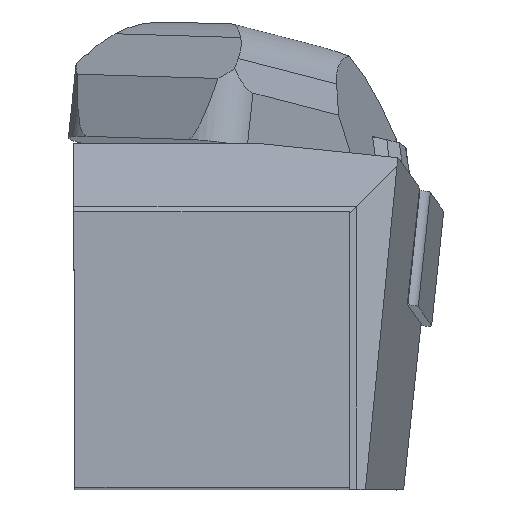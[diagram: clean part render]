
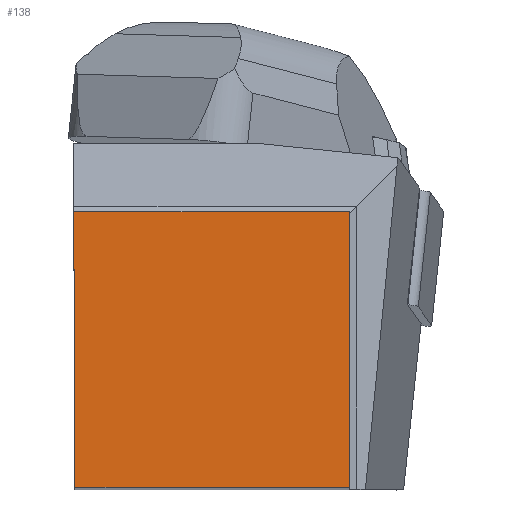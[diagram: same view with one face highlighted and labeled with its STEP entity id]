
A CAD part, top view. The second image highlights one B-rep face of the part: STEP entity #138.
In plain terms, the highlighted planar face has unit normal (0, 0, 1).
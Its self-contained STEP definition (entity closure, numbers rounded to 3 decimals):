
#138=ADVANCED_FACE('BLANK_BOXF006',(#248),#196,.F.);
#196=PLANE('',#1355);
#248=FACE_OUTER_BOUND('',#310,.T.);
#310=EDGE_LOOP('',(#459,#460,#461,#462));
#459=ORIENTED_EDGE('',*,*,#883,.T.);
#460=ORIENTED_EDGE('',*,*,#884,.T.);
#461=ORIENTED_EDGE('',*,*,#871,.T.);
#462=ORIENTED_EDGE('',*,*,#880,.T.);
#749=VERTEX_POINT('',#1932);
#750=VERTEX_POINT('',#1934);
#758=VERTEX_POINT('',#1951);
#759=VERTEX_POINT('',#1957);
#871=EDGE_CURVE('',#750,#749,#1032,.T.);
#880=EDGE_CURVE('',#749,#758,#1041,.T.);
#883=EDGE_CURVE('',#758,#759,#1044,.T.);
#884=EDGE_CURVE('',#759,#750,#1045,.T.);
#1032=LINE('',#1933,#1164);
#1041=LINE('',#1952,#1173);
#1044=LINE('',#1956,#1176);
#1045=LINE('',#1958,#1177);
#1164=VECTOR('',#1520,1.);
#1173=VECTOR('',#1531,1.);
#1176=VECTOR('',#1536,1.);
#1177=VECTOR('',#1537,1.);
#1355=AXIS2_PLACEMENT_3D('',#1959,#1538,#1539);
#1520=DIRECTION('',(0.004,-1.,0.));
#1531=DIRECTION('',(1.,0.,0.));
#1536=DIRECTION('',(0.,1.,0.));
#1537=DIRECTION('',(-1.,0.,0.));
#1538=DIRECTION('',(0.,0.,-1.));
#1539=DIRECTION('',(1.,0.,0.));
#1932=CARTESIAN_POINT('',(0.083,0.,0.));
#1933=CARTESIAN_POINT('',(-0.469,126.299,0.));
#1934=CARTESIAN_POINT('',(0.,18.923,0.));
#1951=CARTESIAN_POINT('',(18.923,0.,0.));
#1952=CARTESIAN_POINT('',(-126.3,0.,0.));
#1956=CARTESIAN_POINT('',(18.923,-126.3,0.));
#1957=CARTESIAN_POINT('',(18.923,18.923,0.));
#1958=CARTESIAN_POINT('',(126.3,18.923,0.));
#1959=CARTESIAN_POINT('',(37.4,-5.,0.));
